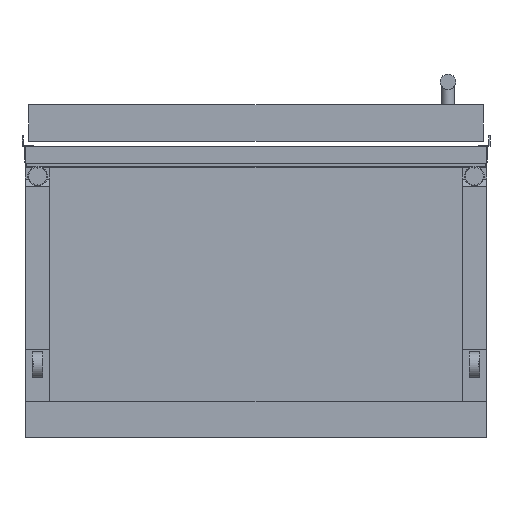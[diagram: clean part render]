
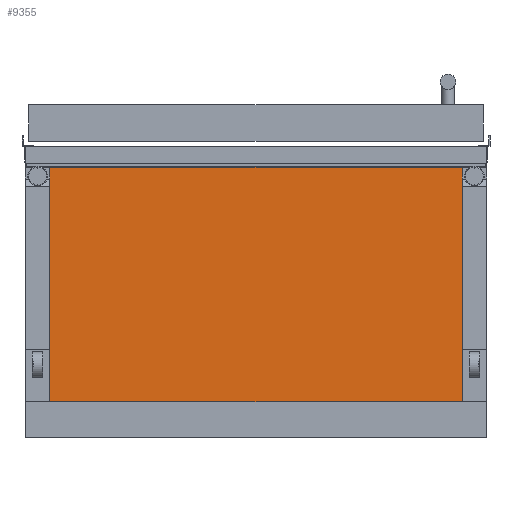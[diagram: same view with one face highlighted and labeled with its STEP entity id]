
A CAD part, front view. The second image highlights one B-rep face of the part: STEP entity #9355.
In plain terms, the highlighted planar face has unit normal (0, -1, 0).
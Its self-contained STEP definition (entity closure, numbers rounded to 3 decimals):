
#341 = PLANE ( 'NONE',  #10186 ) ;
#1020 = EDGE_CURVE ( 'NONE', #7422, #7836, #6623, .T. ) ;
#1652 = VECTOR ( 'NONE', #5107, 1000. ) ;
#1768 = CARTESIAN_POINT ( 'NONE',  ( 396., -990.85, -280. ) ) ;
#1855 = DIRECTION ( 'NONE',  ( 1., 0., 0. ) ) ;
#1947 = CARTESIAN_POINT ( 'NONE',  ( 396., -990.85, -280. ) ) ;
#2172 = CARTESIAN_POINT ( 'NONE',  ( 396., -990.85, 240. ) ) ;
#3049 = FACE_OUTER_BOUND ( 'NONE', #6791, .T. ) ;
#3501 = CARTESIAN_POINT ( 'NONE',  ( -396., -990.85, -280. ) ) ;
#3800 = CARTESIAN_POINT ( 'NONE',  ( -396., -990.85, -210.4 ) ) ;
#4484 = VECTOR ( 'NONE', #5864, 1000. ) ;
#4701 = EDGE_CURVE ( 'NONE', #7367, #7432, #5532, .T. ) ;
#5107 = DIRECTION ( 'NONE',  ( 0., 0., 1. ) ) ;
#5532 = LINE ( 'NONE', #3501, #1652 ) ;
#5609 = CARTESIAN_POINT ( 'NONE',  ( 396., -990.85, -210.4 ) ) ;
#5711 = EDGE_CURVE ( 'NONE', #7367, #7422, #8569, .T. ) ;
#5864 = DIRECTION ( 'NONE',  ( 0., 0., 1. ) ) ;
#5941 = DIRECTION ( 'NONE',  ( 0., 1., 0. ) ) ;
#6216 = ORIENTED_EDGE ( 'NONE', *, *, #1020, .T. ) ;
#6623 = LINE ( 'NONE', #1768, #4484 ) ;
#6791 = EDGE_LOOP ( 'NONE', ( #7143, #8075, #6216, #9553 ) ) ;
#7143 = ORIENTED_EDGE ( 'NONE', *, *, #4701, .F. ) ;
#7367 = VERTEX_POINT ( 'NONE', #3800 ) ;
#7422 = VERTEX_POINT ( 'NONE', #5609 ) ;
#7432 = VERTEX_POINT ( 'NONE', #7999 ) ;
#7629 = DIRECTION ( 'NONE',  ( 1., 0., 0. ) ) ;
#7836 = VERTEX_POINT ( 'NONE', #2172 ) ;
#7999 = CARTESIAN_POINT ( 'NONE',  ( -396., -990.85, 240. ) ) ;
#8075 = ORIENTED_EDGE ( 'NONE', *, *, #5711, .T. ) ;
#8569 = LINE ( 'NONE', #10203, #9190 ) ;
#8970 = CARTESIAN_POINT ( 'NONE',  ( 396., -990.85, 240. ) ) ;
#9190 = VECTOR ( 'NONE', #7629, 1000. ) ;
#9355 = ADVANCED_FACE ( 'NONE', ( #3049 ), #341, .F. ) ;
#9553 = ORIENTED_EDGE ( 'NONE', *, *, #9735, .F. ) ;
#9735 = EDGE_CURVE ( 'NONE', #7432, #7836, #9951, .T. ) ;
#9942 = DIRECTION ( 'NONE',  ( 0., 0., 1. ) ) ;
#9951 = LINE ( 'NONE', #8970, #10084 ) ;
#10084 = VECTOR ( 'NONE', #1855, 1000. ) ;
#10186 = AXIS2_PLACEMENT_3D ( 'NONE', #1947, #5941, #9942 ) ;
#10203 = CARTESIAN_POINT ( 'NONE',  ( 443., -990.85, -210.4 ) ) ;
